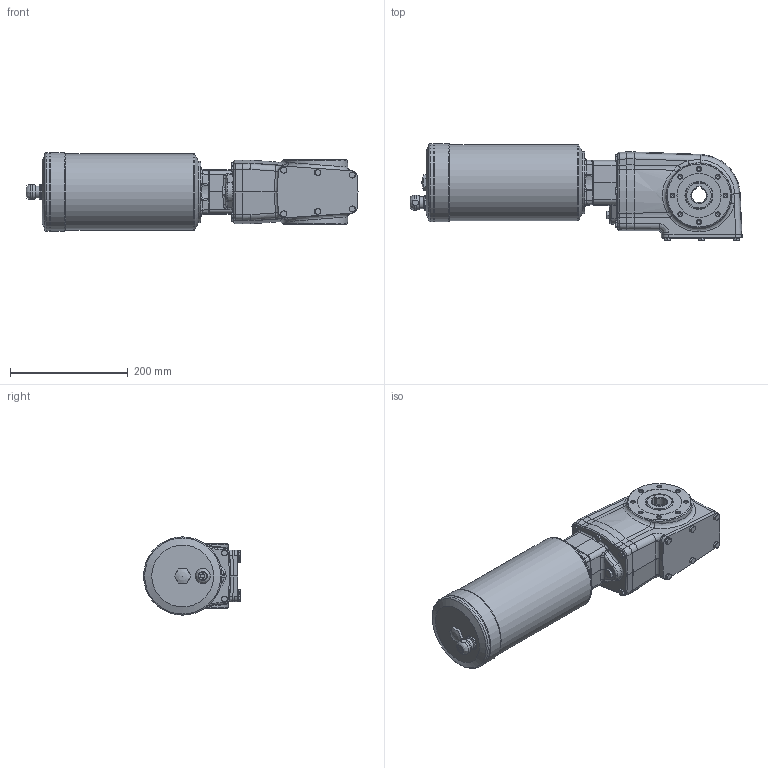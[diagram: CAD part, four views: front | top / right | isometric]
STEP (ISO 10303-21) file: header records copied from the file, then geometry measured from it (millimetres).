
FILE_DESCRIPTION( ( 'Unknown' ), '1' );
FILE_NAME( '9592154F4571D18E47338CF8B91FFEC.3d.stp', 'Unknown', ( 'Unknown' ), ( 'Unknown' ), 'PSStep 10.1', 'Unknown', ' ' );
FILE_SCHEMA( ( 'AUTOMOTIVE_DESIGN { 1 0 10303 214 1 1 1 1 }' ) );
Length unit declared in the file: millimetre
Products named in the file (1): X42N
Bounding box: 563.5 x 164.5 x 133 mm (x, y, z)
Volume: 6399785.9 mm3; surface area: 294122.3 mm2
Topology: 1 solids, 7 shells, 768 faces, 1806 edges, 1112 vertices
Faces by surface type: plane 271, cylinder 188, cone 169, bspline 85, torus 50, extrusion 4, sphere 1
Full cylindrical faces by diameter (mm): 4.134 x2, 4.917 x8, 6.647 x32, 7 x5, 8 x4, 8.9 x12, 9 x4, 13 x4, 13.4 x1, 14 x5, 16.662 x1, 17 x1, 18 x1, 20 x1, 47 x1, 47.5 x2, 52 x1, 75 x2, 105 x1, 128.98 x1, 129 x2, 132.98 x2, 133 x3
Entity records: 33314 total; most frequent: CARTESIAN_POINT 11617, DIRECTION 3090, ORIENTED_EDGE 3020, EDGE_CURVE 1510, AXIS2_PLACEMENT_3D 1280, EDGE_LOOP 1037, VERTEX_POINT 1034, FACE_OUTER_BOUND 904
